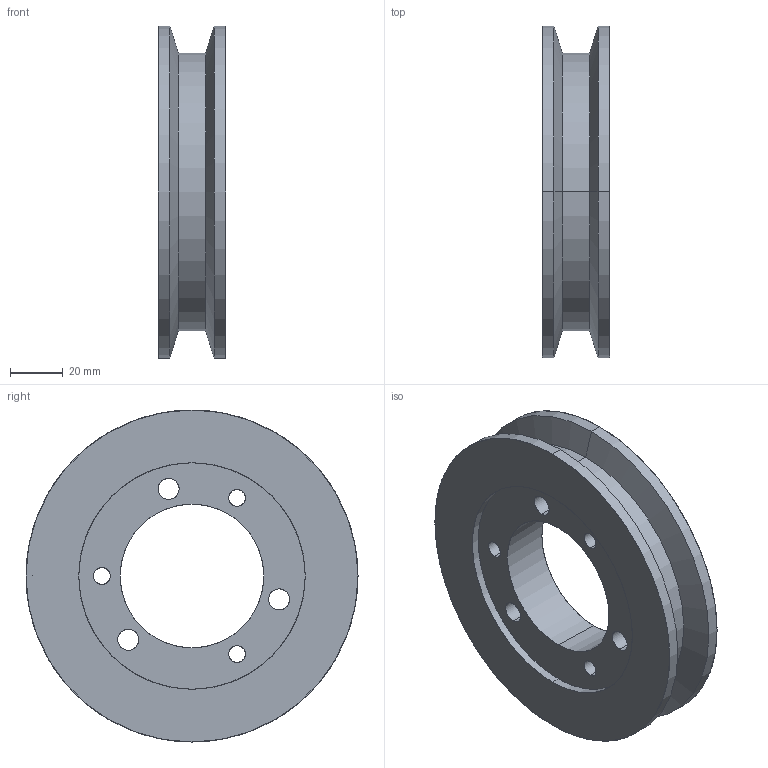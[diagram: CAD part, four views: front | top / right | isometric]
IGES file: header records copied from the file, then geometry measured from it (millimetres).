
Start section: SolidWorks IGES file using analytic representation for surfaces
Global section: file name: 1A1B46S101213075334.igs; native system: SolidWorks 2010; preprocessor: SolidWorks 2010; author: partstream; date: 101012.130017; units: inch
Bounding box: 25.4 x 125.73 x 125.73 mm (x, y, z)
Surface area: 41858 mm2 (no closed solid volume)
Topology: 0 solids, 0 shells, 70 faces, 1212 edges, 1212 vertices
Faces by surface type: bspline 42, revolution 28
